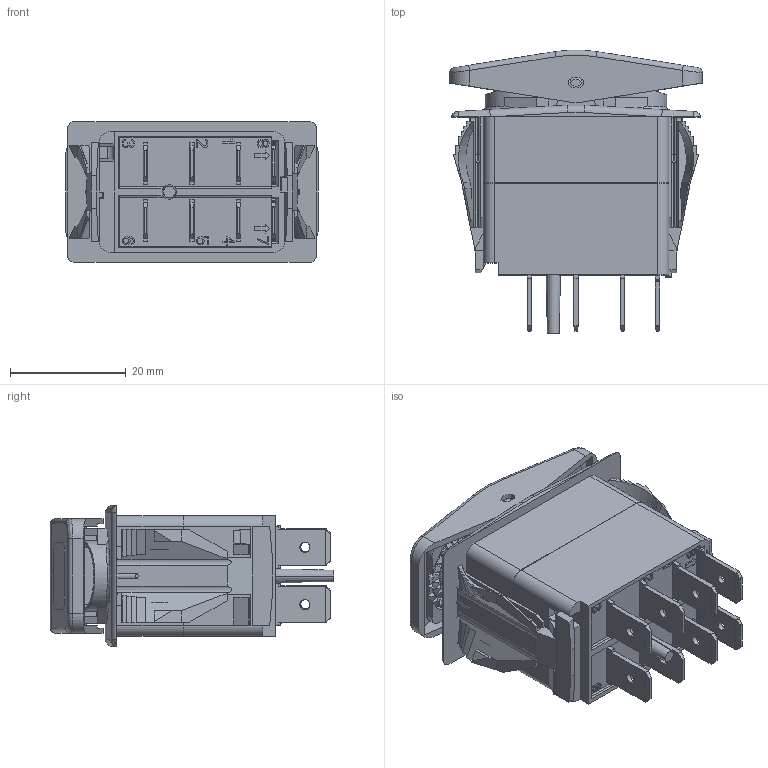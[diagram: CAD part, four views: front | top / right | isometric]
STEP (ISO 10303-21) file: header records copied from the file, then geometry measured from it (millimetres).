
FILE_DESCRIPTION((''),'2;1');
FILE_NAME('VJD1U66B-6RR00-000_SW0001','2011-09-22T',('leads.cao'),(''),'PRO/ENGINEER BY PARAMETRIC TECHNOLOGY CORPORATION, 2010280','PRO/ENGINEER BY PARAMETRIC TECHNOLOGY CORPORATION, 2010280','');
FILE_SCHEMA(('CONFIG_CONTROL_DESIGN'));
Products named in the file (1): VJD1U66B-6RR00-000_SW0001
Bounding box: 43.69 x 49.07 x 24.38 mm (x, y, z)
Volume: 12383.4 mm3; surface area: 17006.2 mm2
Topology: 1 solids, 1 shells, 2225 faces, 5878 edges, 3685 vertices
Faces by surface type: plane 1733, cylinder 250, cone 210, bspline 22, torus 10
Entity records: 70517 total; most frequent: CARTESIAN_POINT 17246, ORIENTED_EDGE 11748, DIRECTION 9924, EDGE_CURVE 5874, VECTOR 4236, LINE 4236, VERTEX_POINT 3685, AXIS2_PLACEMENT_3D 2844
